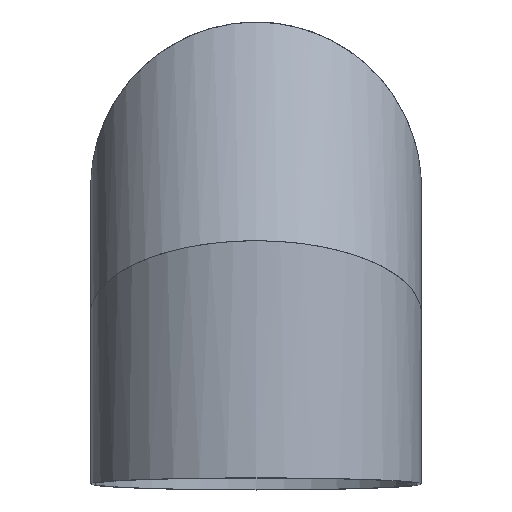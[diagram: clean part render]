
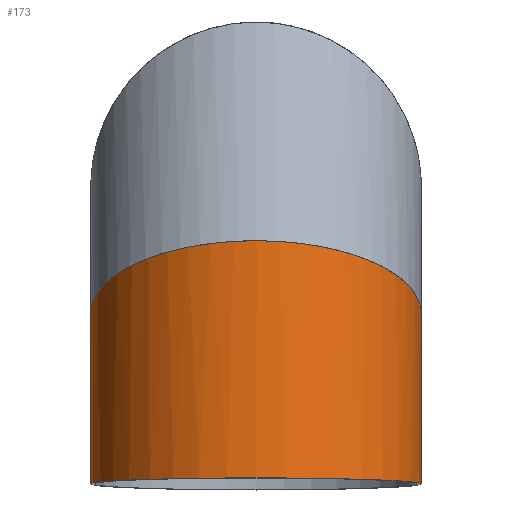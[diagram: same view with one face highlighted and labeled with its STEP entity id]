
A CAD part, top view. The second image highlights one B-rep face of the part: STEP entity #173.
In plain terms, the highlighted cylindrical face has radius 1365 mm (diameter 2730 mm), a full revolution.
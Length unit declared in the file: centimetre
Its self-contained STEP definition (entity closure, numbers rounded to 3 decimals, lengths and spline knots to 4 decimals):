
#47=FACE_OUTER_BOUND('',#65,.T.);
#65=EDGE_LOOP('',(#152,#153,#154,#155));
#69=CIRCLE('',#199,136.5);
#75=LINE('',#307,#81);
#81=VECTOR('',#261,136.5);
#89=ELLIPSE('',#201,147.22,136.5);
#100=VERTEX_POINT('',#301);
#101=VERTEX_POINT('',#304);
#117=EDGE_CURVE('',#100,#100,#69,.T.);
#118=EDGE_CURVE('',#101,#101,#89,.T.);
#119=EDGE_CURVE('',#101,#100,#75,.T.);
#152=ORIENTED_EDGE('',*,*,#118,.T.);
#153=ORIENTED_EDGE('',*,*,#119,.T.);
#154=ORIENTED_EDGE('',*,*,#117,.T.);
#155=ORIENTED_EDGE('',*,*,#119,.F.);
#161=CYLINDRICAL_SURFACE('',#202,136.5);
#173=ADVANCED_FACE('',(#47),#161,.T.);
#199=AXIS2_PLACEMENT_3D('',#302,#253,#254);
#201=AXIS2_PLACEMENT_3D('',#305,#257,#258);
#202=AXIS2_PLACEMENT_3D('',#306,#259,#260);
#253=DIRECTION('center_axis',(0.,0.999,-0.035));
#254=DIRECTION('ref_axis',(1.,0.,0.));
#257=DIRECTION('center_axis',(0.,-0.914,0.407));
#258=DIRECTION('ref_axis',(0.,-0.407,-0.914));
#259=DIRECTION('center_axis',(0.,0.999,-0.035));
#260=DIRECTION('ref_axis',(1.,0.,0.));
#261=DIRECTION('',(0.,-0.999,0.035));
#301=CARTESIAN_POINT('',(-136.5,-244.8634,357.6635));
#302=CARTESIAN_POINT('Origin',(0.,-244.8634,357.6635));
#304=CARTESIAN_POINT('',(-136.5,-104.1988,352.7514));
#305=CARTESIAN_POINT('Origin',(0.,-104.1988,352.7514));
#306=CARTESIAN_POINT('Origin',(0.,-348.9,361.2965));
#307=CARTESIAN_POINT('',(-136.5,-348.9,361.2965));
